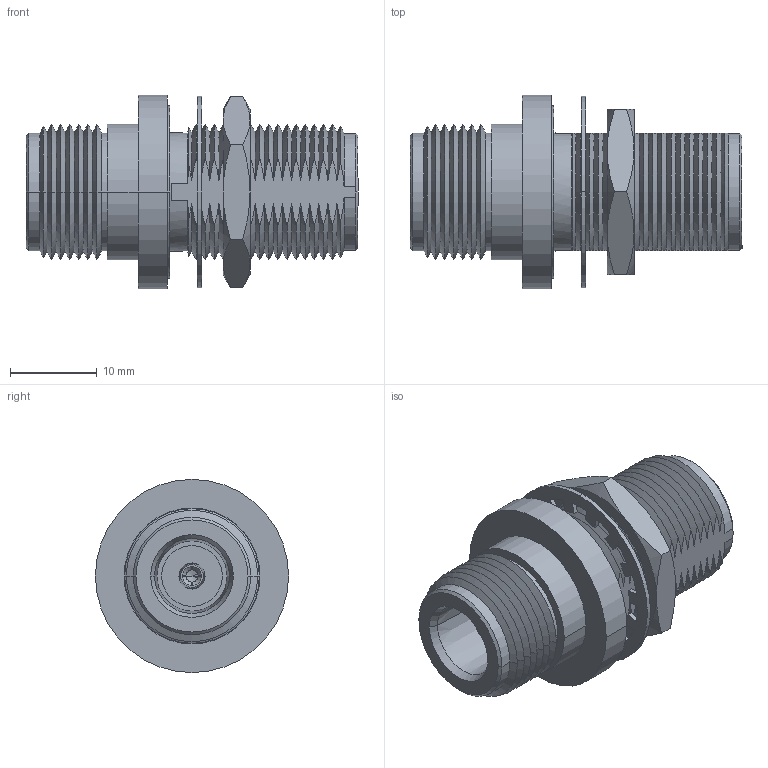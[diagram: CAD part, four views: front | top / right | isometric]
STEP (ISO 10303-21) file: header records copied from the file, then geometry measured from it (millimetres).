
FILE_DESCRIPTION (( 'STEP AP214' ), '1' );
FILE_NAME ('SM4057_3D.step', '2024-06-21T01:15:02', ( '' ), ( '' ), 'SwSTEP 2.0', 'SolidWorks 2022', '' );
FILE_SCHEMA (( 'AUTOMOTIVE_DESIGN' ));
Length unit declared in the file: millimetre
Products named in the file (4): 3AA02-017; SM4057_BODY; SM4057_3D; LOCKWASH-INT.625
Assembly tree (3 placements, depth 2):
  SM4057_3D
    SM4057_BODY
    LOCKWASH-INT.625
    3AA02-017
Bounding box: 38.2 x 22.23 x 22.23 mm (x, y, z)
Volume: 6389.3 mm3; surface area: 5153 mm2
Topology: 3 solids, 3 shells, 291 faces, 771 edges, 494 vertices
Faces by surface type: cone 144, plane 103, cylinder 44
Entity records: 10524 total; most frequent: CARTESIAN_POINT 2550, ORIENTED_EDGE 1534, DIRECTION 1411, EDGE_CURVE 767, AXIS2_PLACEMENT_3D 567, VERTEX_POINT 494, EDGE_LOOP 307, FACE_OUTER_BOUND 291
